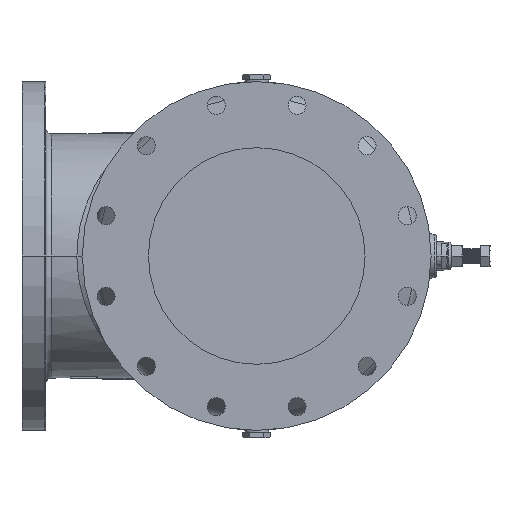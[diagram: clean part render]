
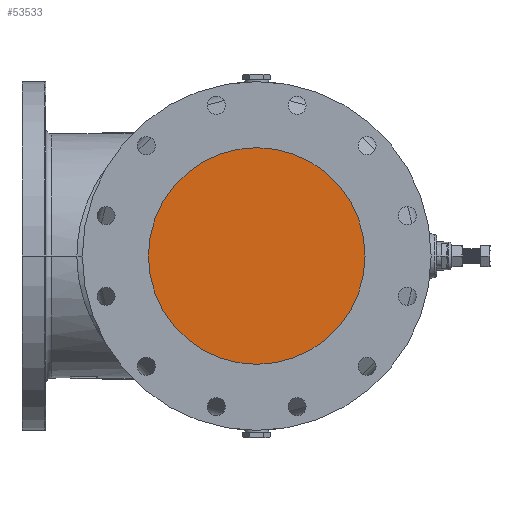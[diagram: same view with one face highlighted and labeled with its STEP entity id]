
A CAD part, left-side view. The second image highlights one B-rep face of the part: STEP entity #53533.
In plain terms, the highlighted planar face has unit normal (-1, 0, 0).
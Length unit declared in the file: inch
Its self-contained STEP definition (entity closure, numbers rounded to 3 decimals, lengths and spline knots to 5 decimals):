
#7940 = ORIENTED_EDGE ( 'NONE', *, *, #62318, .T. ) ;
#13583 = CARTESIAN_POINT ( 'NONE',  ( -17.28347, 0., 0. ) ) ;
#19977 = CARTESIAN_POINT ( 'NONE',  ( -17.28347, 0., 0. ) ) ;
#21472 = DIRECTION ( 'NONE',  ( 0., -1., 0. ) ) ;
#22079 = CARTESIAN_POINT ( 'NONE',  ( -17.28347, -5.90551, 0. ) ) ;
#23885 = AXIS2_PLACEMENT_3D ( 'NONE', #19977, #74879, #27904 ) ;
#27019 = PLANE ( 'NONE',  #83421 ) ;
#27445 = EDGE_LOOP ( 'NONE', ( #7940, #37811 ) ) ;
#27904 = DIRECTION ( 'NONE',  ( 0., -1., 0. ) ) ;
#37811 = ORIENTED_EDGE ( 'NONE', *, *, #42500, .T. ) ;
#39274 = FACE_OUTER_BOUND ( 'NONE', #27445, .T. ) ;
#42441 = CARTESIAN_POINT ( 'NONE',  ( -17.28347, 0., 0. ) ) ;
#42500 = EDGE_CURVE ( 'NONE', #64432, #72057, #94596, .T. ) ;
#42779 = DIRECTION ( 'NONE',  ( 0., -1., 0. ) ) ;
#44850 = CIRCLE ( 'NONE', #23885, 5.90551 ) ;
#52502 = AXIS2_PLACEMENT_3D ( 'NONE', #13583, #68475, #21472 ) ;
#52588 = CARTESIAN_POINT ( 'NONE',  ( -17.28347, 5.90551, 0. ) ) ;
#53533 = ADVANCED_FACE ( 'NONE', ( #39274 ), #27019, .T. ) ;
#62318 = EDGE_CURVE ( 'NONE', #72057, #64432, #44850, .T. ) ;
#64432 = VERTEX_POINT ( 'NONE', #52588 ) ;
#68475 = DIRECTION ( 'NONE',  ( -1., 0., 0. ) ) ;
#72057 = VERTEX_POINT ( 'NONE', #22079 ) ;
#74879 = DIRECTION ( 'NONE',  ( -1., 0., 0. ) ) ;
#83421 = AXIS2_PLACEMENT_3D ( 'NONE', #42441, #89756, #42779 ) ;
#89756 = DIRECTION ( 'NONE',  ( -1., 0., 0. ) ) ;
#94596 = CIRCLE ( 'NONE', #52502, 5.90551 ) ;
